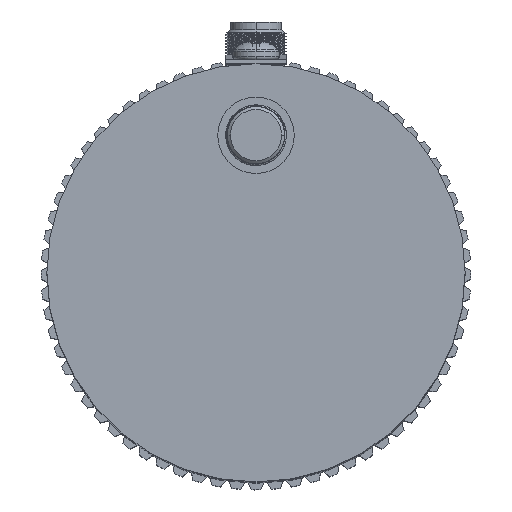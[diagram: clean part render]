
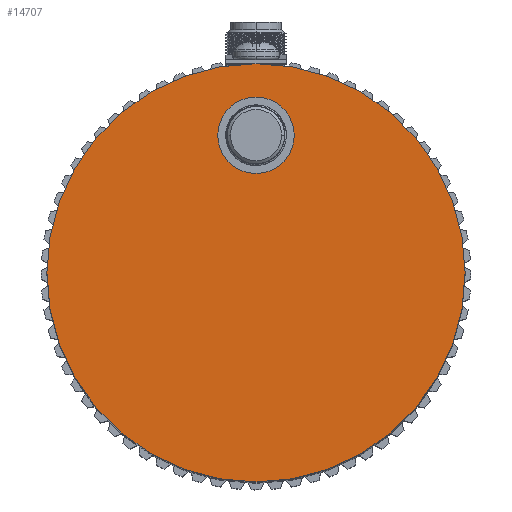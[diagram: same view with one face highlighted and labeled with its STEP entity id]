
A CAD part, top view. The second image highlights one B-rep face of the part: STEP entity #14707.
In plain terms, the highlighted planar face has unit normal (0, 0, 1).
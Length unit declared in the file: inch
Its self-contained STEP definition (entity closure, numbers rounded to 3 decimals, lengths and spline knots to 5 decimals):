
#5883 = CARTESIAN_POINT ( 'NONE',  ( 0., 0., 1.469 ) ) ;
#8354 = EDGE_CURVE ( 'NONE', #16516, #51324, #60518, .T. ) ;
#9763 = ORIENTED_EDGE ( 'NONE', *, *, #8354, .T. ) ;
#10921 = FACE_OUTER_BOUND ( 'NONE', #17217, .T. ) ;
#14707 = ADVANCED_FACE ( 'NONE', ( #10921 ), #59516, .T. ) ;
#16516 = VERTEX_POINT ( 'NONE', #50030 ) ;
#16587 = DIRECTION ( 'NONE',  ( 0., 0., 1. ) ) ;
#17217 = EDGE_LOOP ( 'NONE', ( #46640, #9763 ) ) ;
#19134 = AXIS2_PLACEMENT_3D ( 'NONE', #44765, #44444, #44145 ) ;
#25377 = DIRECTION ( 'NONE',  ( 0., 0., 1. ) ) ;
#32083 = CARTESIAN_POINT ( 'NONE',  ( -0.862, 0., 1.469 ) ) ;
#32916 = CIRCLE ( 'NONE', #57410, 0.862 ) ;
#35491 = CARTESIAN_POINT ( 'NONE',  ( 0., 0., 1.469 ) ) ;
#43182 = EDGE_CURVE ( 'NONE', #51324, #16516, #32916, .T. ) ;
#44145 = DIRECTION ( 'NONE',  ( 1., 0., 0. ) ) ;
#44444 = DIRECTION ( 'NONE',  ( 0., 0., 1. ) ) ;
#44765 = CARTESIAN_POINT ( 'NONE',  ( 0., 0., 1.469 ) ) ;
#44861 = DIRECTION ( 'NONE',  ( 1., 0., 0. ) ) ;
#46640 = ORIENTED_EDGE ( 'NONE', *, *, #43182, .T. ) ;
#50030 = CARTESIAN_POINT ( 'NONE',  ( 0.862, 0., 1.469 ) ) ;
#51324 = VERTEX_POINT ( 'NONE', #32083 ) ;
#54655 = DIRECTION ( 'NONE',  ( 1., 0., 0. ) ) ;
#57410 = AXIS2_PLACEMENT_3D ( 'NONE', #35491, #16587, #54655 ) ;
#59516 = PLANE ( 'NONE',  #19134 ) ;
#60478 = AXIS2_PLACEMENT_3D ( 'NONE', #5883, #25377, #44861 ) ;
#60518 = CIRCLE ( 'NONE', #60478, 0.862 ) ;
